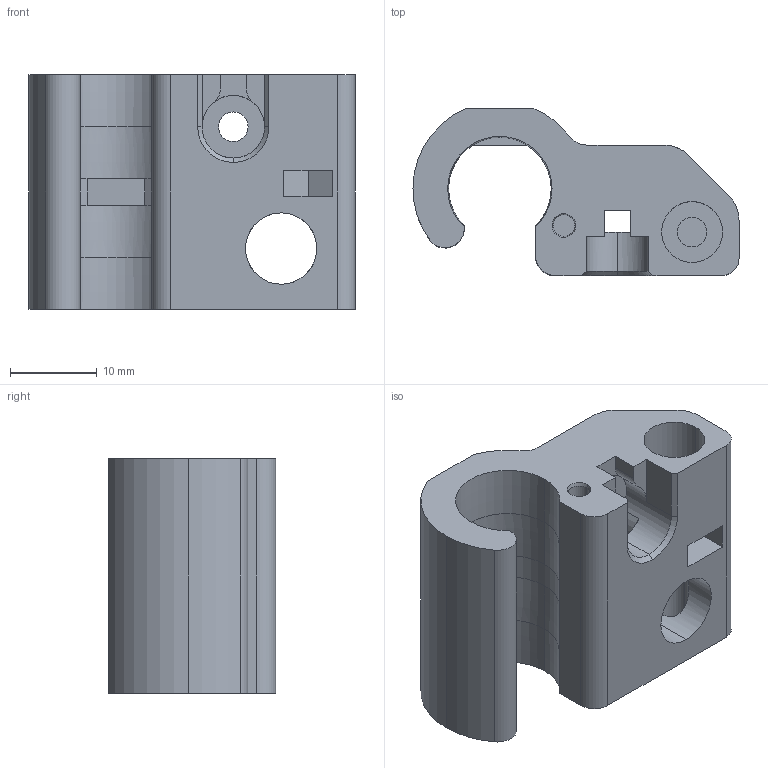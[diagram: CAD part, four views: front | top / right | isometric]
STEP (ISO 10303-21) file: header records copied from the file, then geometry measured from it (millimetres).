
FILE_DESCRIPTION (( 'STEP AP203' ), '1' );
FILE_NAME ('TR_XY_slider_a_v1_0.STEP', '2018-05-17T19:03:32', ( '' ), ( '' ), 'SwSTEP 2.0', 'SolidWorks 2017', '' );
FILE_SCHEMA (( 'CONFIG_CONTROL_DESIGN' ));
Length unit declared in the file: millimetre
Products named in the file (1): TR_XY_slider_a_v1_0
Bounding box: 37.5 x 19.25 x 27 mm (x, y, z)
Volume: 9112.3 mm3; surface area: 5365.3 mm2
Topology: 1 solids, 1 shells, 98 faces, 262 edges, 169 vertices
Faces by surface type: plane 45, cylinder 35, torus 12, cone 6
Entity records: 3302 total; most frequent: CARTESIAN_POINT 685, DIRECTION 552, ORIENTED_EDGE 524, EDGE_CURVE 262, AXIS2_PLACEMENT_3D 206, VERTEX_POINT 169, LINE 140, VECTOR 140
